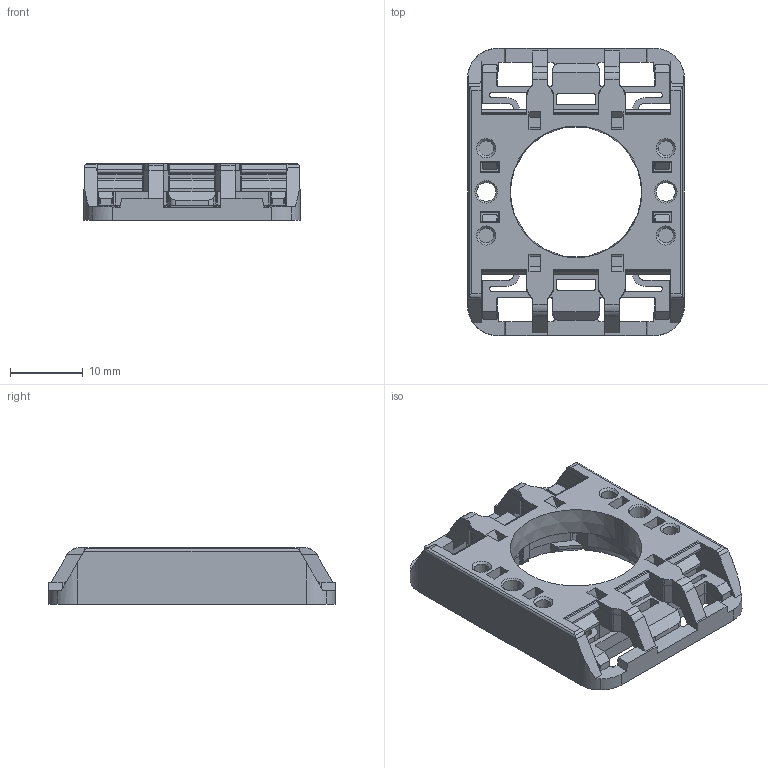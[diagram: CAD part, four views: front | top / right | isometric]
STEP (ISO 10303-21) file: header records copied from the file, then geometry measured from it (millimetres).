
FILE_DESCRIPTION (( 'STEP AP203' ), '1' );
FILE_NAME ('ECX4029-2.step', '2025-02-06T16:21:06', ( '' ), ( '' ), 'SwSTEP 2.0', 'SolidWorks 2024', '' );
FILE_SCHEMA (( 'CONFIG_CONTROL_DESIGN' ));
Length unit declared in the file: inch
Products named in the file (1): ECX4029-2
Bounding box: 29.8 x 39.5 x 7.8 mm (x, y, z)
Volume: 3723.1 mm3; surface area: 5743.6 mm2
Topology: 3 solids, 3 shells, 856 faces, 2446 edges, 1588 vertices
Faces by surface type: plane 424, cylinder 332, cone 76, bspline 24
Entity records: 29067 total; most frequent: CARTESIAN_POINT 8371, ORIENTED_EDGE 4892, DIRECTION 3682, EDGE_CURVE 2446, VERTEX_POINT 1588, LINE 1548, VECTOR 1548, AXIS2_PLACEMENT_3D 1067
